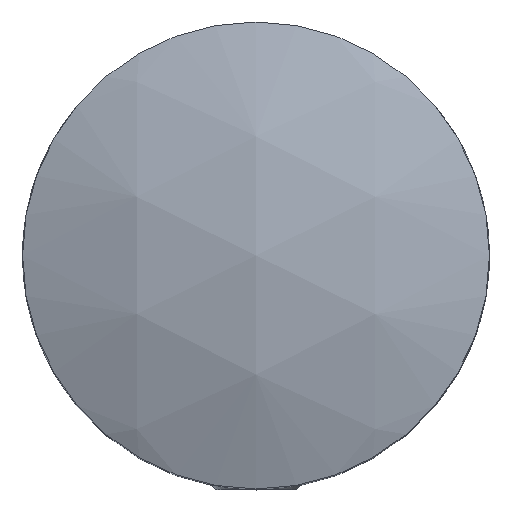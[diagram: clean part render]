
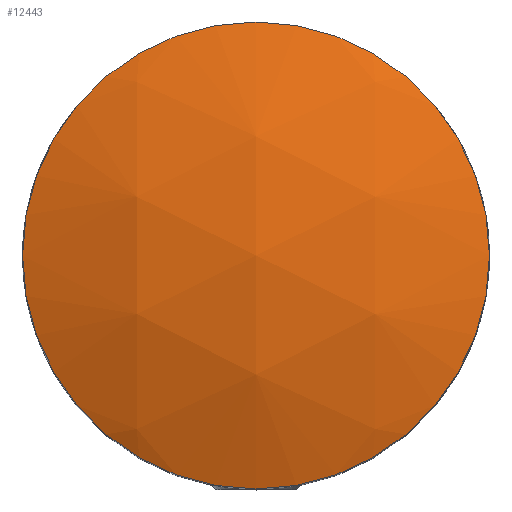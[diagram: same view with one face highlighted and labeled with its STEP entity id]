
A CAD part, top view. The second image highlights one B-rep face of the part: STEP entity #12443.
In plain terms, the highlighted spherical face has radius 28 mm.
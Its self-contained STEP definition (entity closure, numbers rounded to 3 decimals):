
#705 = EDGE_LOOP ( 'NONE', ( #21297 ) ) ;
#1416 = DIRECTION ( 'NONE',  ( 0., 1., 0. ) ) ;
#2860 = AXIS2_PLACEMENT_3D ( 'NONE', #20460, #18881, #19028 ) ;
#5625 = CIRCLE ( 'NONE', #18282, 11. ) ;
#6014 = FACE_OUTER_BOUND ( 'NONE', #705, .T. ) ;
#6359 = VERTEX_POINT ( 'NONE', #14954 ) ;
#7600 = SPHERICAL_SURFACE ( 'NONE', #2860, 28. ) ;
#11571 = DIRECTION ( 'NONE',  ( 0., 0., -1. ) ) ;
#12443 = ADVANCED_FACE ( 'NONE', ( #6014 ), #7600, .T. ) ;
#14954 = CARTESIAN_POINT ( 'NONE',  ( 0., 11., 23.749 ) ) ;
#18282 = AXIS2_PLACEMENT_3D ( 'NONE', #21697, #11571, #1416 ) ;
#18881 = DIRECTION ( 'NONE',  ( 1., 0., 0. ) ) ;
#18895 = EDGE_CURVE ( 'NONE', #6359, #6359, #5625, .T. ) ;
#19028 = DIRECTION ( 'NONE',  ( 0., 1., 0. ) ) ;
#20460 = CARTESIAN_POINT ( 'NONE',  ( 0., 0., -2. ) ) ;
#21297 = ORIENTED_EDGE ( 'NONE', *, *, #18895, .F. ) ;
#21697 = CARTESIAN_POINT ( 'NONE',  ( 0., 0., 23.749 ) ) ;
